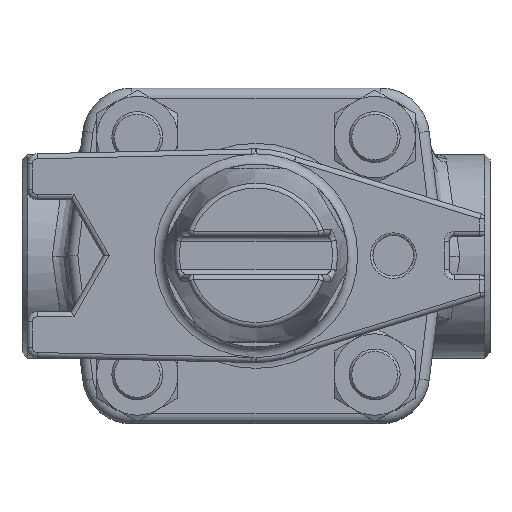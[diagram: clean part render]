
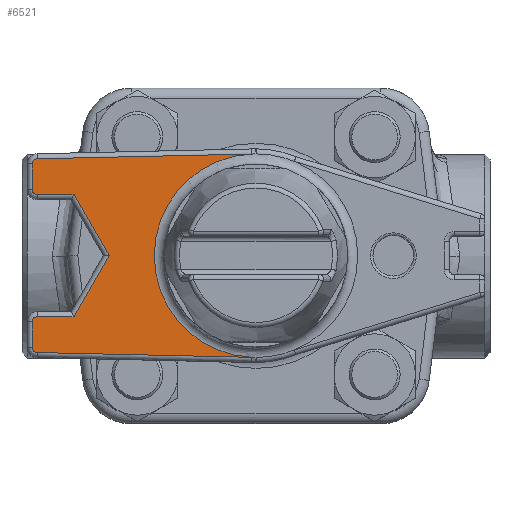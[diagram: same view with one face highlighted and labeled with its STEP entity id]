
A CAD part, top view. The second image highlights one B-rep face of the part: STEP entity #6521.
In plain terms, the highlighted planar face has unit normal (0, 0, 1).
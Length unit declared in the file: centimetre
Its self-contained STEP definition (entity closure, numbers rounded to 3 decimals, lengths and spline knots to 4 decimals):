
#380=LINE('',#10362,#690);
#381=LINE('',#10366,#691);
#382=LINE('',#10371,#692);
#383=LINE('',#10387,#693);
#384=LINE('',#10403,#694);
#385=LINE('',#10439,#695);
#386=LINE('',#10443,#696);
#387=LINE('',#10446,#697);
#690=VECTOR('',#8184,1.3856);
#691=VECTOR('',#8189,1.3856);
#692=VECTOR('',#8196,0.7226);
#693=VECTOR('',#8205,0.5044);
#694=VECTOR('',#8214,4.2133);
#695=VECTOR('',#8223,4.2133);
#696=VECTOR('',#8226,0.5044);
#697=VECTOR('',#8229,0.7226);
#1134=PLANE('',#7081);
#1529=FACE_OUTER_BOUND('',#1986,.T.);
#1986=EDGE_LOOP('',(#4754,#4755,#4756,#4757,#4758,#4759,#4760,#4761,#4762,
#4763,#4764,#4765,#4766));
#2518=CIRCLE('',#7071,0.1);
#2521=CIRCLE('',#7075,0.1);
#2524=CIRCLE('',#7080,2.);
#2525=CIRCLE('',#7082,0.1);
#2526=CIRCLE('',#7083,0.1);
#2895=VERTEX_POINT('',#10359);
#2896=VERTEX_POINT('',#10361);
#2897=VERTEX_POINT('',#10365);
#2898=VERTEX_POINT('',#10369);
#2899=VERTEX_POINT('',#10381);
#2900=VERTEX_POINT('',#10385);
#2901=VERTEX_POINT('',#10397);
#2902=VERTEX_POINT('',#10401);
#2904=VERTEX_POINT('',#10431);
#2905=VERTEX_POINT('',#10438);
#2906=VERTEX_POINT('',#10440);
#2907=VERTEX_POINT('',#10442);
#2908=VERTEX_POINT('',#10444);
#3583=EDGE_CURVE('',#2895,#2896,#380,.T.);
#3585=EDGE_CURVE('',#2896,#2897,#381,.T.);
#3588=EDGE_CURVE('',#2895,#2898,#382,.T.);
#3590=EDGE_CURVE('',#2899,#2898,#2518,.T.);
#3592=EDGE_CURVE('',#2900,#2899,#383,.T.);
#3594=EDGE_CURVE('',#2901,#2900,#2521,.T.);
#3596=EDGE_CURVE('',#2902,#2901,#384,.T.);
#3600=EDGE_CURVE('',#2904,#2902,#2524,.T.);
#3601=EDGE_CURVE('',#2905,#2904,#385,.T.);
#3602=EDGE_CURVE('',#2906,#2905,#2525,.T.);
#3603=EDGE_CURVE('',#2907,#2906,#386,.T.);
#3604=EDGE_CURVE('',#2908,#2907,#2526,.T.);
#3605=EDGE_CURVE('',#2908,#2897,#387,.T.);
#4754=ORIENTED_EDGE('',*,*,#3588,.T.);
#4755=ORIENTED_EDGE('',*,*,#3590,.F.);
#4756=ORIENTED_EDGE('',*,*,#3592,.F.);
#4757=ORIENTED_EDGE('',*,*,#3594,.F.);
#4758=ORIENTED_EDGE('',*,*,#3596,.F.);
#4759=ORIENTED_EDGE('',*,*,#3600,.F.);
#4760=ORIENTED_EDGE('',*,*,#3601,.F.);
#4761=ORIENTED_EDGE('',*,*,#3602,.F.);
#4762=ORIENTED_EDGE('',*,*,#3603,.F.);
#4763=ORIENTED_EDGE('',*,*,#3604,.F.);
#4764=ORIENTED_EDGE('',*,*,#3605,.T.);
#4765=ORIENTED_EDGE('',*,*,#3585,.F.);
#4766=ORIENTED_EDGE('',*,*,#3583,.F.);
#6521=ADVANCED_FACE('',(#1529),#1134,.T.);
#7071=AXIS2_PLACEMENT_3D('',#10383,#8199,#8200);
#7075=AXIS2_PLACEMENT_3D('',#10399,#8208,#8209);
#7080=AXIS2_PLACEMENT_3D('',#10436,#8219,#8220);
#7081=AXIS2_PLACEMENT_3D('',#10437,#8221,#8222);
#7082=AXIS2_PLACEMENT_3D('',#10441,#8224,#8225);
#7083=AXIS2_PLACEMENT_3D('',#10445,#8227,#8228);
#8184=DIRECTION('',(0.5,0.866,0.));
#8189=DIRECTION('',(-0.5,0.866,0.));
#8196=DIRECTION('',(-1.,0.,0.));
#8199=DIRECTION('center_axis',(0.,0.,-1.));
#8200=DIRECTION('ref_axis',(-0.707,0.707,0.));
#8205=DIRECTION('',(0.,1.,0.));
#8208=DIRECTION('center_axis',(0.,0.,-1.));
#8209=DIRECTION('ref_axis',(-0.715,-0.699,0.));
#8214=DIRECTION('',(-1.,0.022,0.));
#8219=DIRECTION('center_axis',(0.,0.,1.));
#8220=DIRECTION('ref_axis',(1.,0.,0.));
#8221=DIRECTION('center_axis',(0.,0.,1.));
#8222=DIRECTION('ref_axis',(-1.,0.,0.));
#8223=DIRECTION('',(1.,0.022,0.));
#8224=DIRECTION('center_axis',(0.,0.,-1.));
#8225=DIRECTION('ref_axis',(-0.715,0.699,0.));
#8226=DIRECTION('',(0.,1.,0.));
#8227=DIRECTION('center_axis',(0.,0.,-1.));
#8228=DIRECTION('ref_axis',(-0.707,-0.707,0.));
#8229=DIRECTION('',(1.,0.,0.));
#10359=CARTESIAN_POINT('',(-3.9991,-1.4559,6.85));
#10361=CARTESIAN_POINT('',(-3.3063,-0.2559,6.85));
#10362=CARTESIAN_POINT('',(-3.2444,-0.1487,6.85));
#10365=CARTESIAN_POINT('',(-3.9991,0.9441,6.85));
#10366=CARTESIAN_POINT('',(-3.5619,0.1868,6.85));
#10369=CARTESIAN_POINT('',(-4.7218,-1.4559,6.85));
#10371=CARTESIAN_POINT('',(-3.3761,-1.4559,6.85));
#10381=CARTESIAN_POINT('',(-4.8218,-1.5559,6.85));
#10383=CARTESIAN_POINT('Origin',(-4.7218,-1.5559,6.85));
#10385=CARTESIAN_POINT('',(-4.8218,-2.0603,6.85));
#10387=CARTESIAN_POINT('',(-4.8218,-0.8059,6.85));
#10397=CARTESIAN_POINT('',(-4.724,-2.1603,6.85));
#10399=CARTESIAN_POINT('Origin',(-4.7218,-2.0603,6.85));
#10401=CARTESIAN_POINT('',(-0.5117,-2.2539,6.85));
#10403=CARTESIAN_POINT('',(-3.8291,-2.1802,6.85));
#10431=CARTESIAN_POINT('',(-0.5117,1.742,6.85));
#10436=CARTESIAN_POINT('Origin',(-0.4218,-0.2559,
6.85));
#10437=CARTESIAN_POINT('Origin',(-2.6954,-0.2559,6.85));
#10438=CARTESIAN_POINT('',(-4.724,1.6484,6.85));
#10439=CARTESIAN_POINT('',(-1.5791,1.7183,6.85));
#10440=CARTESIAN_POINT('',(-4.8218,1.5484,6.85));
#10441=CARTESIAN_POINT('Origin',(-4.7218,1.5484,6.85));
#10442=CARTESIAN_POINT('',(-4.8218,1.0441,6.85));
#10443=CARTESIAN_POINT('',(-4.8218,0.7441,6.85));
#10444=CARTESIAN_POINT('',(-4.7218,0.9441,6.85));
#10445=CARTESIAN_POINT('Origin',(-4.7218,1.0441,6.85));
#10446=CARTESIAN_POINT('',(-3.8086,0.9441,6.85));
